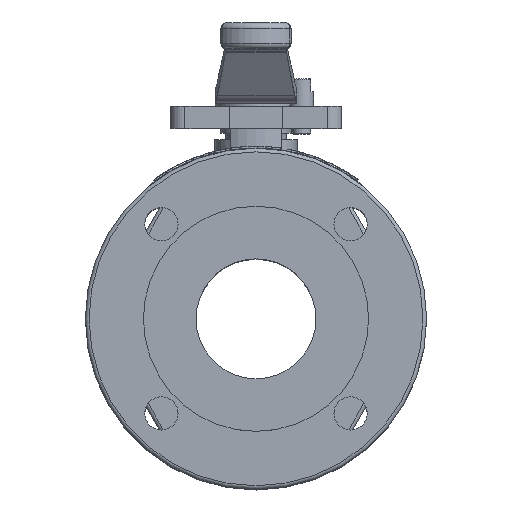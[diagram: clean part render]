
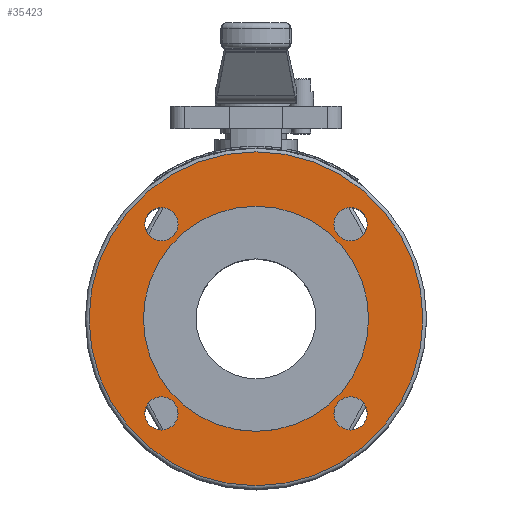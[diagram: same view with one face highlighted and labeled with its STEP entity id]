
A CAD part, top view. The second image highlights one B-rep face of the part: STEP entity #35423.
In plain terms, the highlighted planar face has unit normal (0, 0, 1).
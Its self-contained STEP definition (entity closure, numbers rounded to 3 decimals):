
#7872=PLANE('',#37748);
#8701=FACE_BOUND('',#11209,.T.);
#8702=FACE_BOUND('',#11210,.T.);
#8703=FACE_BOUND('',#11211,.T.);
#8704=FACE_BOUND('',#11212,.T.);
#8705=FACE_BOUND('',#11213,.T.);
#9113=FACE_OUTER_BOUND('',#11208,.T.);
#11208=EDGE_LOOP('',(#23923));
#11209=EDGE_LOOP('',(#23924));
#11210=EDGE_LOOP('',(#23925));
#11211=EDGE_LOOP('',(#23926));
#11212=EDGE_LOOP('',(#23927));
#11213=EDGE_LOOP('',(#23928));
#13453=CIRCLE('',#37747,90.5);
#13454=CIRCLE('',#37749,61.);
#13455=CIRCLE('',#37750,9.);
#13456=CIRCLE('',#37751,9.);
#13457=CIRCLE('',#37752,9.);
#13458=CIRCLE('',#37753,9.);
#14735=VERTEX_POINT('',#49069);
#14736=VERTEX_POINT('',#49072);
#14737=VERTEX_POINT('',#49074);
#14738=VERTEX_POINT('',#49076);
#14739=VERTEX_POINT('',#49078);
#14740=VERTEX_POINT('',#49080);
#18307=EDGE_CURVE('',#14735,#14735,#13453,.T.);
#18308=EDGE_CURVE('',#14736,#14736,#13454,.T.);
#18309=EDGE_CURVE('',#14737,#14737,#13455,.T.);
#18310=EDGE_CURVE('',#14738,#14738,#13456,.T.);
#18311=EDGE_CURVE('',#14739,#14739,#13457,.T.);
#18312=EDGE_CURVE('',#14740,#14740,#13458,.T.);
#23923=ORIENTED_EDGE('',*,*,#18307,.F.);
#23924=ORIENTED_EDGE('',*,*,#18308,.T.);
#23925=ORIENTED_EDGE('',*,*,#18309,.T.);
#23926=ORIENTED_EDGE('',*,*,#18310,.T.);
#23927=ORIENTED_EDGE('',*,*,#18311,.T.);
#23928=ORIENTED_EDGE('',*,*,#18312,.T.);
#35423=ADVANCED_FACE('',(#9113,#8701,#8702,#8703,#8704,#8705),#7872,.F.);
#37747=AXIS2_PLACEMENT_3D('',#49070,#40679,#40680);
#37748=AXIS2_PLACEMENT_3D('',#49071,#40681,#40682);
#37749=AXIS2_PLACEMENT_3D('',#49073,#40683,#40684);
#37750=AXIS2_PLACEMENT_3D('',#49075,#40685,#40686);
#37751=AXIS2_PLACEMENT_3D('',#49077,#40687,#40688);
#37752=AXIS2_PLACEMENT_3D('',#49079,#40689,#40690);
#37753=AXIS2_PLACEMENT_3D('',#49081,#40691,#40692);
#40679=DIRECTION('center_axis',(0.,0.,-1.));
#40680=DIRECTION('ref_axis',(1.,0.,0.));
#40681=DIRECTION('center_axis',(0.,0.,-1.));
#40682=DIRECTION('ref_axis',(-1.,0.,0.));
#40683=DIRECTION('center_axis',(0.,0.,-1.));
#40684=DIRECTION('ref_axis',(1.,0.,0.));
#40685=DIRECTION('center_axis',(0.,0.,-1.));
#40686=DIRECTION('ref_axis',(1.,0.,0.));
#40687=DIRECTION('center_axis',(0.,0.,-1.));
#40688=DIRECTION('ref_axis',(1.,0.,0.));
#40689=DIRECTION('center_axis',(0.,0.,-1.));
#40690=DIRECTION('ref_axis',(1.,0.,0.));
#40691=DIRECTION('center_axis',(0.,0.,-1.));
#40692=DIRECTION('ref_axis',(1.,0.,0.));
#49069=CARTESIAN_POINT('',(-90.5,0.,167.));
#49070=CARTESIAN_POINT('Origin',(0.,0.,167.));
#49071=CARTESIAN_POINT('Origin',(0.,0.,167.));
#49072=CARTESIAN_POINT('',(-61.,0.,167.));
#49073=CARTESIAN_POINT('Origin',(0.,0.,167.));
#49074=CARTESIAN_POINT('',(-60.265,-51.265,167.));
#49075=CARTESIAN_POINT('Origin',(-51.265,-51.265,167.));
#49076=CARTESIAN_POINT('',(42.265,-51.265,167.));
#49077=CARTESIAN_POINT('Origin',(51.265,-51.265,167.));
#49078=CARTESIAN_POINT('',(42.265,51.265,167.));
#49079=CARTESIAN_POINT('Origin',(51.265,51.265,167.));
#49080=CARTESIAN_POINT('',(-60.265,51.265,167.));
#49081=CARTESIAN_POINT('Origin',(-51.265,51.265,167.));
